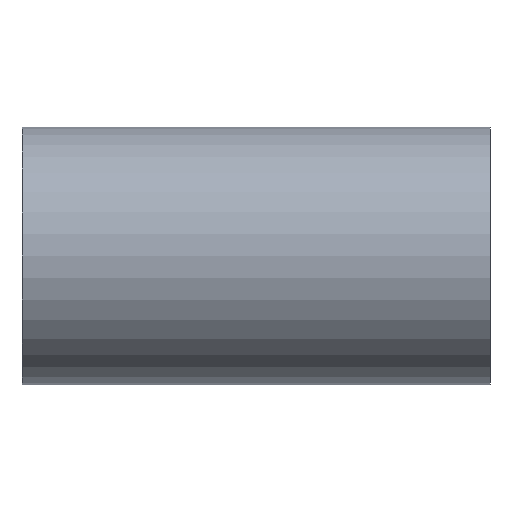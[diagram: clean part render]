
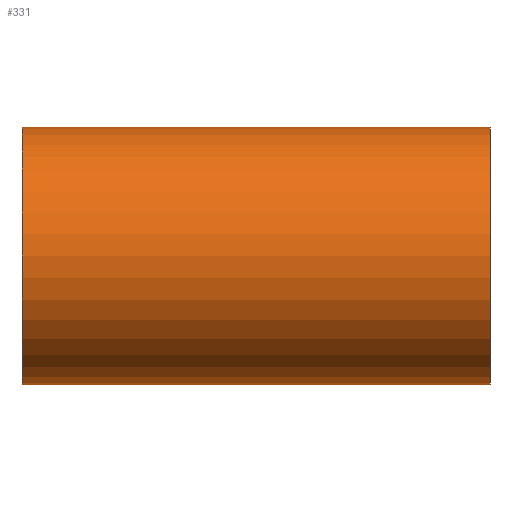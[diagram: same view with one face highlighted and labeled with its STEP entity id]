
A CAD part, left-side view. The second image highlights one B-rep face of the part: STEP entity #331.
In plain terms, the highlighted cylindrical face has radius 82.5 mm (diameter 165 mm), a partial arc.
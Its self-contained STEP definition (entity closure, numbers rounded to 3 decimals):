
#29 = CYLINDRICAL_SURFACE ( 'NONE', #197, 82.5 ) ;
#50 = ORIENTED_EDGE ( 'NONE', *, *, #376, .F. ) ;
#67 = ORIENTED_EDGE ( 'NONE', *, *, #491, .T. ) ;
#80 = ORIENTED_EDGE ( 'NONE', *, *, #167, .T. ) ;
#94 = CARTESIAN_POINT ( 'NONE',  ( 0., 300., 0. ) ) ;
#126 = CARTESIAN_POINT ( 'NONE',  ( 0., 0., 0. ) ) ;
#136 = DIRECTION ( 'NONE',  ( 0., 0., 1. ) ) ;
#151 = FACE_OUTER_BOUND ( 'NONE', #522, .T. ) ;
#167 = EDGE_CURVE ( 'NONE', #711, #677, #371, .T. ) ;
#186 = EDGE_CURVE ( 'NONE', #229, #628, #336, .T. ) ;
#192 = CARTESIAN_POINT ( 'NONE',  ( 0., 0., 82.5 ) ) ;
#197 = AXIS2_PLACEMENT_3D ( 'NONE', #94, #211, #272 ) ;
#211 = DIRECTION ( 'NONE',  ( 0., -1., 0. ) ) ;
#229 = VERTEX_POINT ( 'NONE', #531 ) ;
#272 = DIRECTION ( 'NONE',  ( 0., 0., -1. ) ) ;
#329 = VECTOR ( 'NONE', #556, 1000. ) ;
#330 = CARTESIAN_POINT ( 'NONE',  ( 0., 300., 82.5 ) ) ;
#331 = ADVANCED_FACE ( 'NONE', ( #151 ), #29, .T. ) ;
#336 = CIRCLE ( 'NONE', #432, 82.5 ) ;
#358 = DIRECTION ( 'NONE',  ( 0., 0., 1. ) ) ;
#371 = CIRCLE ( 'NONE', #468, 82.5 ) ;
#376 = EDGE_CURVE ( 'NONE', #628, #677, #620, .T. ) ;
#431 = DIRECTION ( 'NONE',  ( 0., 1., 0. ) ) ;
#432 = AXIS2_PLACEMENT_3D ( 'NONE', #715, #431, #136 ) ;
#449 = VECTOR ( 'NONE', #642, 1000. ) ;
#468 = AXIS2_PLACEMENT_3D ( 'NONE', #126, #719, #358 ) ;
#491 = EDGE_CURVE ( 'NONE', #229, #711, #580, .T. ) ;
#522 = EDGE_LOOP ( 'NONE', ( #50, #562, #67, #80 ) ) ;
#531 = CARTESIAN_POINT ( 'NONE',  ( 0., 300., -82.5 ) ) ;
#556 = DIRECTION ( 'NONE',  ( 0., -1., 0. ) ) ;
#562 = ORIENTED_EDGE ( 'NONE', *, *, #186, .F. ) ;
#580 = LINE ( 'NONE', #703, #449 ) ;
#593 = CARTESIAN_POINT ( 'NONE',  ( 0., 300., 82.5 ) ) ;
#620 = LINE ( 'NONE', #330, #329 ) ;
#628 = VERTEX_POINT ( 'NONE', #593 ) ;
#642 = DIRECTION ( 'NONE',  ( 0., -1., 0. ) ) ;
#670 = CARTESIAN_POINT ( 'NONE',  ( 0., 0., -82.5 ) ) ;
#677 = VERTEX_POINT ( 'NONE', #192 ) ;
#703 = CARTESIAN_POINT ( 'NONE',  ( 0., 300., -82.5 ) ) ;
#711 = VERTEX_POINT ( 'NONE', #670 ) ;
#715 = CARTESIAN_POINT ( 'NONE',  ( 0., 300., 0. ) ) ;
#719 = DIRECTION ( 'NONE',  ( 0., 1., 0. ) ) ;
